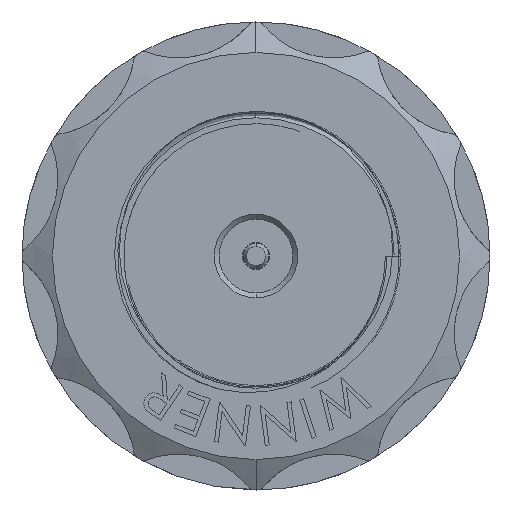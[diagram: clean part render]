
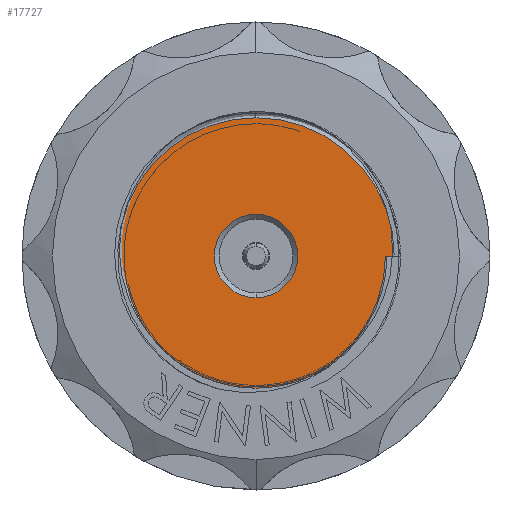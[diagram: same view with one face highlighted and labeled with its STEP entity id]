
A CAD part, left-side view. The second image highlights one B-rep face of the part: STEP entity #17727.
In plain terms, the highlighted planar face has unit normal (-1, 0, 0).
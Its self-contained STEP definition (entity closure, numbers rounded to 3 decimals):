
#729 = CARTESIAN_POINT ( 'NONE',  ( -70.42, 0., 2.6 ) ) ;
#742 = CARTESIAN_POINT ( 'NONE',  ( -70.42, -8.625, 0. ) ) ;
#853 = CARTESIAN_POINT ( 'NONE',  ( -70.42, -8.063, 0. ) ) ;
#914 = CARTESIAN_POINT ( 'NONE',  ( -70.42, 0., -2.6 ) ) ;
#950 = CARTESIAN_POINT ( 'NONE',  ( -70.42, 0., 8.625 ) ) ;
#997 = CARTESIAN_POINT ( 'NONE',  ( -70.42, -6.15, -5.368 ) ) ;
#3148 = AXIS2_PLACEMENT_3D ( 'NONE', #6844, #6849, #6850 ) ;
#3738 = AXIS2_PLACEMENT_3D ( 'NONE', #8884, #8885, #8886 ) ;
#4206 = EDGE_CURVE ( 'NONE', #13740, #9830, #14714, .T. ) ;
#4213 = EDGE_CURVE ( 'NONE', #14038, #4342, #14719, .T. ) ;
#4217 = EDGE_CURVE ( 'NONE', #9830, #14038, #14716, .T. ) ;
#4222 = EDGE_CURVE ( 'NONE', #4342, #16939, #8125, .T. ) ;
#4234 = EDGE_CURVE ( 'NONE', #9817, #13981, #14723, .T. ) ;
#4342 = VERTEX_POINT ( 'NONE', #11533 ) ;
#5454 = AXIS2_PLACEMENT_3D ( 'NONE', #11324, #11325, #11326 ) ;
#5514 = AXIS2_PLACEMENT_3D ( 'NONE', #11294, #11295, #11296 ) ;
#5620 = AXIS2_PLACEMENT_3D ( 'NONE', #11285, #11286, #11287 ) ;
#6292 = EDGE_CURVE ( 'NONE', #13981, #9817, #16361, .T. ) ;
#6343 = EDGE_CURVE ( 'NONE', #16939, #13740, #13588, .T. ) ;
#6844 = CARTESIAN_POINT ( 'NONE',  ( -70.42, 0., 0. ) ) ;
#6847 = PLANE ( 'NONE',  #3148 ) ;
#6849 = DIRECTION ( 'NONE',  ( 1., 0., 0. ) ) ;
#6850 = DIRECTION ( 'NONE',  ( 0., 0., 1. ) ) ;
#8125 = B_SPLINE_CURVE_WITH_KNOTS ( 'NONE', 3,
 ( #14641, #11288, #11293, #11300, #11301, #11302, #11303, #11304, #11305, #11306, #11307, #11308, #11309, #11310, #11311, #11312 ),
 .UNSPECIFIED., .F., .F.,
 ( 4, 2, 2, 2, 2, 2, 2, 4 ),
 ( 0.009, 0.01, 0.012, 0.014, 0.015, 0.016, 0.017, 0.019 ),
 .UNSPECIFIED. ) ;
#8884 = CARTESIAN_POINT ( 'NONE',  ( -70.42, 0., 0. ) ) ;
#8885 = DIRECTION ( 'NONE',  ( 1., 0., 0. ) ) ;
#8886 = DIRECTION ( 'NONE',  ( 0., 0., 1. ) ) ;
#8984 = CARTESIAN_POINT ( 'NONE',  ( -70.42, -6.15, -5.368 ) ) ;
#8993 = CARTESIAN_POINT ( 'NONE',  ( -70.42, -6.449, -4.987 ) ) ;
#8999 = CARTESIAN_POINT ( 'NONE',  ( -70.42, -6.722, -4.585 ) ) ;
#9000 = CARTESIAN_POINT ( 'NONE',  ( -70.42, -7.198, -3.741 ) ) ;
#9001 = CARTESIAN_POINT ( 'NONE',  ( -70.42, -7.401, -3.299 ) ) ;
#9002 = CARTESIAN_POINT ( 'NONE',  ( -70.42, -7.728, -2.39 ) ) ;
#9003 = CARTESIAN_POINT ( 'NONE',  ( -70.42, -7.854, -1.919 ) ) ;
#9004 = CARTESIAN_POINT ( 'NONE',  ( -70.42, -8.021, -0.966 ) ) ;
#9005 = CARTESIAN_POINT ( 'NONE',  ( -70.42, -8.063, -0.485 ) ) ;
#9006 = CARTESIAN_POINT ( 'NONE',  ( -70.42, -8.063, 0. ) ) ;
#9678 = FACE_BOUND ( 'NONE', #13660, .T. ) ;
#9688 = FACE_OUTER_BOUND ( 'NONE', #14017, .T. ) ;
#9817 = VERTEX_POINT ( 'NONE', #729 ) ;
#9830 = VERTEX_POINT ( 'NONE', #742 ) ;
#11285 = CARTESIAN_POINT ( 'NONE',  ( -70.42, 0., 0. ) ) ;
#11286 = DIRECTION ( 'NONE',  ( -1., 0., 0. ) ) ;
#11287 = DIRECTION ( 'NONE',  ( 0., 0., -1. ) ) ;
#11288 = CARTESIAN_POINT ( 'NONE',  ( -70.42, 1.86, -8.412 ) ) ;
#11293 = CARTESIAN_POINT ( 'NONE',  ( -70.42, 1.476, -8.468 ) ) ;
#11294 = CARTESIAN_POINT ( 'NONE',  ( -70.42, 0., 0. ) ) ;
#11295 = DIRECTION ( 'NONE',  ( -1., 0., 0. ) ) ;
#11296 = DIRECTION ( 'NONE',  ( 0., 0., -1. ) ) ;
#11300 = CARTESIAN_POINT ( 'NONE',  ( -70.42, 0.7, -8.528 ) ) ;
#11301 = CARTESIAN_POINT ( 'NONE',  ( -70.42, 0.305, -8.532 ) ) ;
#11302 = CARTESIAN_POINT ( 'NONE',  ( -70.42, -0.868, -8.46 ) ) ;
#11303 = CARTESIAN_POINT ( 'NONE',  ( -70.42, -1.63, -8.307 ) ) ;
#11304 = CARTESIAN_POINT ( 'NONE',  ( -70.42, -2.741, -7.919 ) ) ;
#11305 = CARTESIAN_POINT ( 'NONE',  ( -70.42, -3.103, -7.763 ) ) ;
#11306 = CARTESIAN_POINT ( 'NONE',  ( -70.42, -3.795, -7.408 ) ) ;
#11307 = CARTESIAN_POINT ( 'NONE',  ( -70.42, -4.128, -7.208 ) ) ;
#11308 = CARTESIAN_POINT ( 'NONE',  ( -70.42, -4.766, -6.76 ) ) ;
#11309 = CARTESIAN_POINT ( 'NONE',  ( -70.42, -5.072, -6.509 ) ) ;
#11310 = CARTESIAN_POINT ( 'NONE',  ( -70.42, -5.642, -5.968 ) ) ;
#11311 = CARTESIAN_POINT ( 'NONE',  ( -70.42, -5.906, -5.678 ) ) ;
#11312 = CARTESIAN_POINT ( 'NONE',  ( -70.42, -6.15, -5.368 ) ) ;
#11324 = CARTESIAN_POINT ( 'NONE',  ( -70.42, 0., 0. ) ) ;
#11325 = DIRECTION ( 'NONE',  ( 1., 0., 0. ) ) ;
#11326 = DIRECTION ( 'NONE',  ( 0., 0., 1. ) ) ;
#11533 = CARTESIAN_POINT ( 'NONE',  ( -70.42, 2.24, -8.329 ) ) ;
#11835 = ORIENTED_EDGE ( 'NONE', *, *, #6343, .T. ) ;
#11844 = ORIENTED_EDGE ( 'NONE', *, *, #6292, .T. ) ;
#11857 = ORIENTED_EDGE ( 'NONE', *, *, #4217, .T. ) ;
#11858 = ORIENTED_EDGE ( 'NONE', *, *, #4234, .T. ) ;
#11859 = ORIENTED_EDGE ( 'NONE', *, *, #4222, .T. ) ;
#11860 = ORIENTED_EDGE ( 'NONE', *, *, #4206, .T. ) ;
#11862 = ORIENTED_EDGE ( 'NONE', *, *, #4213, .T. ) ;
#13588 = B_SPLINE_CURVE_WITH_KNOTS ( 'NONE', 3,
 ( #8984, #8993, #8999, #9000, #9001, #9002, #9003, #9004, #9005, #9006 ),
 .UNSPECIFIED., .F., .F.,
 ( 4, 2, 2, 2, 4 ),
 ( 0., 0.001, 0.003, 0.004, 0.006 ),
 .UNSPECIFIED. ) ;
#13660 = EDGE_LOOP ( 'NONE', ( #11844, #11858 ) ) ;
#13740 = VERTEX_POINT ( 'NONE', #853 ) ;
#13981 = VERTEX_POINT ( 'NONE', #914 ) ;
#14017 = EDGE_LOOP ( 'NONE', ( #11835, #11860, #11857, #11862, #11859 ) ) ;
#14038 = VERTEX_POINT ( 'NONE', #950 ) ;
#14620 = DIRECTION ( 'NONE',  ( 0., -1., 0. ) ) ;
#14636 = CARTESIAN_POINT ( 'NONE',  ( -70.42, 0., 0. ) ) ;
#14641 = CARTESIAN_POINT ( 'NONE',  ( -70.42, 2.24, -8.329 ) ) ;
#14714 = LINE ( 'NONE', #14636, #14717 ) ;
#14716 = CIRCLE ( 'NONE', #5514, 8.625 ) ;
#14717 = VECTOR ( 'NONE', #14620, 1000. ) ;
#14719 = CIRCLE ( 'NONE', #5620, 8.625 ) ;
#14723 = CIRCLE ( 'NONE', #5454, 2.6 ) ;
#16361 = CIRCLE ( 'NONE', #3738, 2.6 ) ;
#16939 = VERTEX_POINT ( 'NONE', #997 ) ;
#17727 = ADVANCED_FACE ( 'NONE', ( #9678, #9688 ), #6847, .F. ) ;
